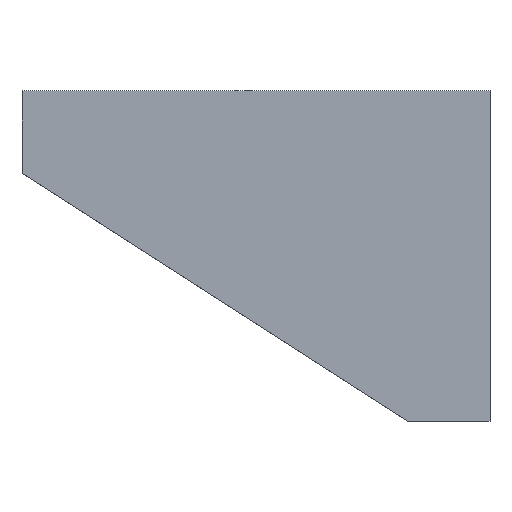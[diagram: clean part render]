
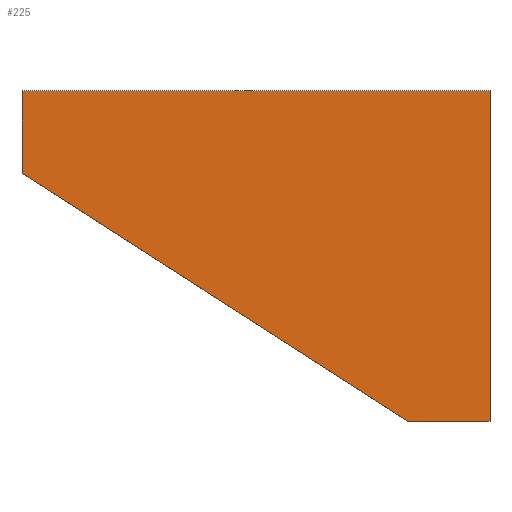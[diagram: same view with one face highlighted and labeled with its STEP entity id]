
A CAD part, top view. The second image highlights one B-rep face of the part: STEP entity #225.
In plain terms, the highlighted free-form (B-spline) face has degree [1, 1] with [2, 2] control points.
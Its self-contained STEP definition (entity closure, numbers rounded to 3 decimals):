
#1 = CARTESIAN_POINT ( 'NONE',  ( 5771.111, 445.436, 8. ) ) ;
#4 = CARTESIAN_POINT ( 'NONE',  ( 5686.111, 445.436, 8. ) ) ;
#17 = ORIENTED_EDGE ( 'NONE', *, *, #198, .F. ) ;
#19 = CARTESIAN_POINT ( 'NONE',  ( 5771.111, 445.436, 8. ) ) ;
#22 = VERTEX_POINT ( 'NONE', #87 ) ;
#23 = ORIENTED_EDGE ( 'NONE', *, *, #101, .F. ) ;
#32 = CARTESIAN_POINT ( 'NONE',  ( 5771.111, 385.436, 8. ) ) ;
#34 = B_SPLINE_SURFACE_WITH_KNOTS ( 'NONE', 1, 1, ( 
 ( #132, #161 ),
 ( #245, #51 ) ),
 .UNSPECIFIED., .F., .F., .F.,
 ( 2, 2 ),
 ( 2, 2 ),
 ( 0., 1. ),
 ( 0., 1. ),
 .UNSPECIFIED. ) ;
#38 = B_SPLINE_CURVE_WITH_KNOTS ( 'NONE', 1,
 ( #218, #71 ),
 .UNSPECIFIED., .F., .F.,
 ( 2, 2 ),
 ( 0., 1. ),
 .UNSPECIFIED. ) ;
#40 = B_SPLINE_CURVE_WITH_KNOTS ( 'NONE', 1,
 ( #216, #234 ),
 .UNSPECIFIED., .F., .F.,
 ( 2, 2 ),
 ( 0., 1. ),
 .UNSPECIFIED. ) ;
#51 = CARTESIAN_POINT ( 'NONE',  ( 5686.111, 445.436, 8. ) ) ;
#71 = CARTESIAN_POINT ( 'NONE',  ( 5771.111, 445.436, 8. ) ) ;
#73 = CARTESIAN_POINT ( 'NONE',  ( 5686.111, 430.436, 8. ) ) ;
#74 = FACE_OUTER_BOUND ( 'NONE', #170, .T. ) ;
#78 = VERTEX_POINT ( 'NONE', #1 ) ;
#87 = CARTESIAN_POINT ( 'NONE',  ( 5686.111, 445.436, 8. ) ) ;
#92 = CARTESIAN_POINT ( 'NONE',  ( 5686.111, 445.436, 8. ) ) ;
#97 = CARTESIAN_POINT ( 'NONE',  ( 5771.111, 385.436, 8. ) ) ;
#101 = EDGE_CURVE ( 'NONE', #230, #200, #40, .T. ) ;
#119 = VERTEX_POINT ( 'NONE', #32 ) ;
#132 = CARTESIAN_POINT ( 'NONE',  ( 5771.111, 385.436, 8. ) ) ;
#138 = CARTESIAN_POINT ( 'NONE',  ( 5756.111, 385.436, 8. ) ) ;
#142 = ORIENTED_EDGE ( 'NONE', *, *, #219, .F. ) ;
#157 = B_SPLINE_CURVE_WITH_KNOTS ( 'NONE', 1,
 ( #180, #4 ),
 .UNSPECIFIED., .F., .F.,
 ( 2, 2 ),
 ( 0., 1. ),
 .UNSPECIFIED. ) ;
#161 = CARTESIAN_POINT ( 'NONE',  ( 5771.111, 445.436, 8. ) ) ;
#168 = ORIENTED_EDGE ( 'NONE', *, *, #182, .T. ) ;
#170 = EDGE_LOOP ( 'NONE', ( #168, #17, #23, #142, #249 ) ) ;
#171 = EDGE_CURVE ( 'NONE', #119, #78, #38, .T. ) ;
#180 = CARTESIAN_POINT ( 'NONE',  ( 5686.111, 430.436, 8. ) ) ;
#182 = EDGE_CURVE ( 'NONE', #78, #22, #256, .T. ) ;
#198 = EDGE_CURVE ( 'NONE', #200, #22, #157, .T. ) ;
#200 = VERTEX_POINT ( 'NONE', #73 ) ;
#207 = B_SPLINE_CURVE_WITH_KNOTS ( 'NONE', 1,
 ( #97, #138 ),
 .UNSPECIFIED., .F., .F.,
 ( 2, 2 ),
 ( 0., 1. ),
 .UNSPECIFIED. ) ;
#216 = CARTESIAN_POINT ( 'NONE',  ( 5756.111, 385.436, 8. ) ) ;
#218 = CARTESIAN_POINT ( 'NONE',  ( 5771.111, 385.436, 8. ) ) ;
#219 = EDGE_CURVE ( 'NONE', #119, #230, #207, .T. ) ;
#225 = ADVANCED_FACE ( 'NONE', ( #74 ), #34, .F. ) ;
#226 = CARTESIAN_POINT ( 'NONE',  ( 5756.111, 385.436, 8. ) ) ;
#230 = VERTEX_POINT ( 'NONE', #226 ) ;
#234 = CARTESIAN_POINT ( 'NONE',  ( 5686.111, 430.436, 8. ) ) ;
#245 = CARTESIAN_POINT ( 'NONE',  ( 5686.111, 385.436, 8. ) ) ;
#249 = ORIENTED_EDGE ( 'NONE', *, *, #171, .T. ) ;
#256 = B_SPLINE_CURVE_WITH_KNOTS ( 'NONE', 1,
 ( #19, #92 ),
 .UNSPECIFIED., .F., .F.,
 ( 2, 2 ),
 ( 0., 1. ),
 .UNSPECIFIED. ) ;
